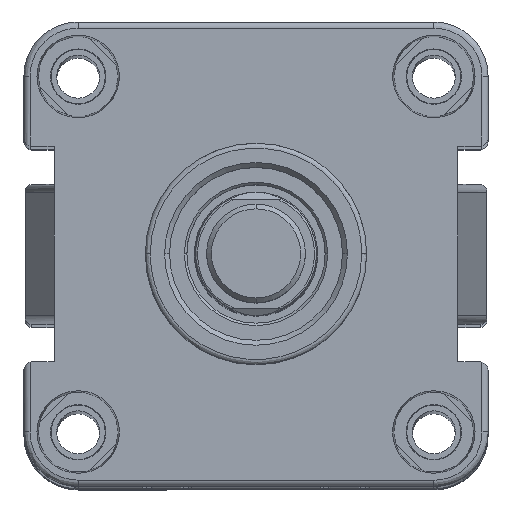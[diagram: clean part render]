
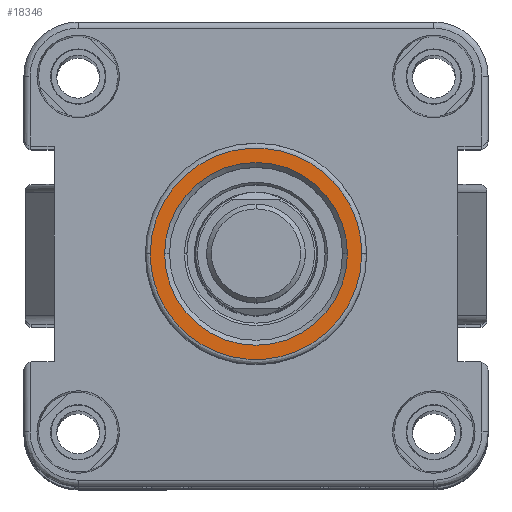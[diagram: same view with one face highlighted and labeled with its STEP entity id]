
A CAD part, top view. The second image highlights one B-rep face of the part: STEP entity #18346.
In plain terms, the highlighted face is planar.
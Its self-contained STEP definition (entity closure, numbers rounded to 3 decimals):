
#654 = CARTESIAN_POINT ( 'NONE',  ( 166., 0., 21.4 ) ) ;
#1003 = CARTESIAN_POINT ( 'NONE',  ( 166., 0., -21.4 ) ) ;
#1367 =( BOUNDED_CURVE ( )  B_SPLINE_CURVE ( 3, ( #654, #9283, #15445, #2826 ),
 .UNSPECIFIED., .F., .F. ) 
 B_SPLINE_CURVE_WITH_KNOTS ( ( 4, 4 ),
 ( 0., 1. ),
 .UNSPECIFIED. ) 
 CURVE ( )  GEOMETRIC_REPRESENTATION_ITEM ( )  RATIONAL_B_SPLINE_CURVE ( ( 1., 0.333, 0.333, 1. ) ) 
 REPRESENTATION_ITEM ( '' )  );
#1525 = CARTESIAN_POINT ( 'NONE',  ( 166., 0., 18.5 ) ) ;
#1863 = EDGE_CURVE ( 'NONE', #18858, #19946, #21236, .T. ) ;
#2651 = CARTESIAN_POINT ( 'NONE',  ( 166., 0., -21.4 ) ) ;
#2826 = CARTESIAN_POINT ( 'NONE',  ( 166., 0., -21.4 ) ) ;
#2999 = VERTEX_POINT ( 'NONE', #1525 ) ;
#3253 = CARTESIAN_POINT ( 'NONE',  ( 166., 17.5, 0. ) ) ;
#3956 = FACE_OUTER_BOUND ( 'NONE', #10738, .T. ) ;
#4877 = EDGE_LOOP ( 'NONE', ( #26209, #14251 ) ) ;
#5168 = CARTESIAN_POINT ( 'NONE',  ( 166., -42.8, -21.4 ) ) ;
#5742 = DIRECTION ( 'NONE',  ( 1., 0., 0. ) ) ;
#7815 = AXIS2_PLACEMENT_3D ( 'NONE', #3253, #14041, #9520 ) ;
#7998 = FACE_BOUND ( 'NONE', #4877, .T. ) ;
#9283 = CARTESIAN_POINT ( 'NONE',  ( 166., 42.8, 21.4 ) ) ;
#9520 = DIRECTION ( 'NONE',  ( 0., 0., 1. ) ) ;
#10319 = VERTEX_POINT ( 'NONE', #16968 ) ;
#10738 = EDGE_LOOP ( 'NONE', ( #14157, #23236 ) ) ;
#14041 = DIRECTION ( 'NONE',  ( -1., 0., 0. ) ) ;
#14157 = ORIENTED_EDGE ( 'NONE', *, *, #18062, .F. ) ;
#14178 = DIRECTION ( 'NONE',  ( 0., 0., -1. ) ) ;
#14251 = ORIENTED_EDGE ( 'NONE', *, *, #14464, .F. ) ;
#14464 = EDGE_CURVE ( 'NONE', #2999, #10319, #21522, .T. ) ;
#15445 = CARTESIAN_POINT ( 'NONE',  ( 166., 42.8, -21.4 ) ) ;
#15892 = EDGE_CURVE ( 'NONE', #10319, #2999, #26326, .T. ) ;
#16968 = CARTESIAN_POINT ( 'NONE',  ( 166., 0., -18.5 ) ) ;
#18062 = EDGE_CURVE ( 'NONE', #19946, #18858, #1367, .T. ) ;
#18346 = ADVANCED_FACE ( 'NONE', ( #3956, #7998 ), #26730, .F. ) ;
#18858 = VERTEX_POINT ( 'NONE', #1003 ) ;
#19619 = AXIS2_PLACEMENT_3D ( 'NONE', #25665, #23898, #23813 ) ;
#19946 = VERTEX_POINT ( 'NONE', #26227 ) ;
#21006 = AXIS2_PLACEMENT_3D ( 'NONE', #26966, #5742, #14178 ) ;
#21236 =( BOUNDED_CURVE ( )  B_SPLINE_CURVE ( 3, ( #2651, #5168, #21776, #26293 ),
 .UNSPECIFIED., .F., .F. ) 
 B_SPLINE_CURVE_WITH_KNOTS ( ( 4, 4 ),
 ( 0., 1. ),
 .UNSPECIFIED. ) 
 CURVE ( )  GEOMETRIC_REPRESENTATION_ITEM ( )  RATIONAL_B_SPLINE_CURVE ( ( 1., 0.333, 0.333, 1. ) ) 
 REPRESENTATION_ITEM ( '' )  );
#21522 = CIRCLE ( 'NONE', #21006, 18.5 ) ;
#21776 = CARTESIAN_POINT ( 'NONE',  ( 166., -42.8, 21.4 ) ) ;
#23236 = ORIENTED_EDGE ( 'NONE', *, *, #1863, .F. ) ;
#23813 = DIRECTION ( 'NONE',  ( 0., 0., -1. ) ) ;
#23898 = DIRECTION ( 'NONE',  ( 1., 0., 0. ) ) ;
#25665 = CARTESIAN_POINT ( 'NONE',  ( 166., 0., 0. ) ) ;
#26209 = ORIENTED_EDGE ( 'NONE', *, *, #15892, .F. ) ;
#26227 = CARTESIAN_POINT ( 'NONE',  ( 166., 0., 21.4 ) ) ;
#26293 = CARTESIAN_POINT ( 'NONE',  ( 166., 0., 21.4 ) ) ;
#26326 = CIRCLE ( 'NONE', #19619, 18.5 ) ;
#26730 = PLANE ( 'NONE',  #7815 ) ;
#26966 = CARTESIAN_POINT ( 'NONE',  ( 166., 0., 0. ) ) ;
